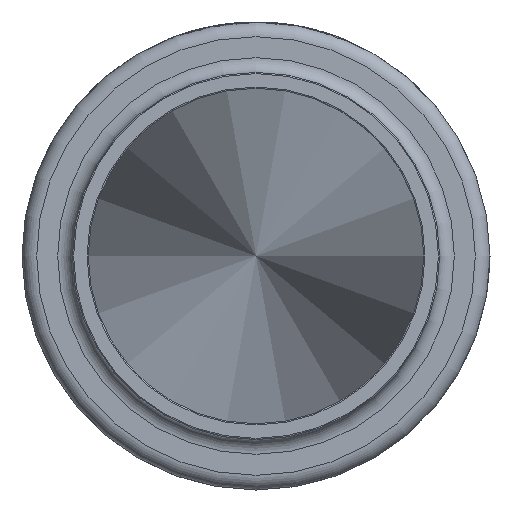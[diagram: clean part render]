
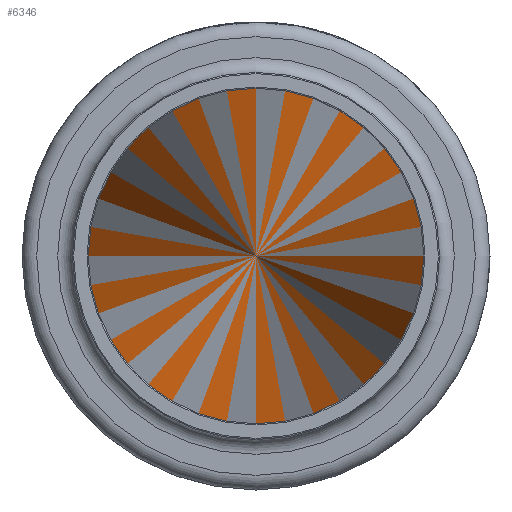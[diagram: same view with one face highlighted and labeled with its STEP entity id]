
A CAD part, left-side view. The second image highlights one B-rep face of the part: STEP entity #6346.
In plain terms, the highlighted conical face has half-angle 1.783 degrees and reference radius 23.871 mm.
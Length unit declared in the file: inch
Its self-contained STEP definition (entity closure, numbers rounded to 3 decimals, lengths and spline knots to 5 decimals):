
#626=FACE_OUTER_BOUND('',#995,.T.);
#995=EDGE_LOOP('',(#4324,#4325,#4326));
#1400=B_SPLINE_CURVE_WITH_KNOTS('',3,(#8378,#8379,#8380,#8381,#8382,#8383,
#8384,#8385,#8386,#8387,#8388,#8389,#8390,#8391,#8392,#8393,#8394,#8395,
#8396,#8397,#8398,#8399,#8400,#8401,#8402,#8403,#8404,#8405,#8406,#8407,
#8408,#8409,#8410,#8411,#8412,#8413,#8414,#8415,#8416,#8417,#8418,#8419,
#8420),.UNSPECIFIED.,.F.,.F.,(4,3,3,3,3,3,3,3,3,3,3,3,3,3,4),(7.62844,
8.40443,9.60281,10.80119,11.99957,13.19795,
14.39632,15.5947,16.79308,17.99146,19.18984,
20.38822,21.5866,22.78498,22.85376),
 .UNSPECIFIED.);
#1763=LINE('',#8375,#2206);
#1764=LINE('',#8377,#2207);
#2206=VECTOR('',#7136,0.93979);
#2207=VECTOR('',#7137,0.93979);
#2649=VERTEX_POINT('',#8373);
#2650=VERTEX_POINT('',#8374);
#2651=VERTEX_POINT('',#8376);
#3320=EDGE_CURVE('',#2649,#2650,#1763,.T.);
#3321=EDGE_CURVE('',#2649,#2651,#1764,.T.);
#3322=EDGE_CURVE('',#2651,#2650,#1400,.T.);
#4324=ORIENTED_EDGE('',*,*,#3320,.F.);
#4325=ORIENTED_EDGE('',*,*,#3321,.T.);
#4326=ORIENTED_EDGE('',*,*,#3322,.T.);
#6332=CONICAL_SURFACE('',#6735,0.93979,0.031);
#6346=ADVANCED_FACE('',(#626),#6332,.T.);
#6735=AXIS2_PLACEMENT_3D('',#8372,#7134,#7135);
#7134=DIRECTION('center_axis',(-1.,0.,0.));
#7135=DIRECTION('ref_axis',(0.,1.,0.));
#7136=DIRECTION('',(1.,0.031,0.));
#7137=DIRECTION('',(-1.,-0.031,0.));
#8372=CARTESIAN_POINT('Origin',(1.2374,0.,0.));
#8373=CARTESIAN_POINT('',(0.855,-0.9517,0.));
#8374=CARTESIAN_POINT('',(0.92513,-0.94951,0.));
#8375=CARTESIAN_POINT('',(1.2374,-0.93979,0.));
#8376=CARTESIAN_POINT('',(0.83833,-0.95222,0.));
#8377=CARTESIAN_POINT('',(1.2374,-0.93979,0.));
#8378=CARTESIAN_POINT('Ctrl Pts',(0.83833,-0.95216,
0.00002));
#8379=CARTESIAN_POINT('Ctrl Pts',(0.83981,-0.95205,-0.10164));
#8380=CARTESIAN_POINT('Ctrl Pts',(0.84128,-0.93578,
-0.20331));
#8381=CARTESIAN_POINT('Ctrl Pts',(0.84276,-0.90375,-0.29973));
#8382=CARTESIAN_POINT('Ctrl Pts',(0.84503,-0.85429,-0.44864));
#8383=CARTESIAN_POINT('Ctrl Pts',(0.84731,-0.76724,
-0.58504));
#8384=CARTESIAN_POINT('Ctrl Pts',(0.84959,-0.65306,-0.69261));
#8385=CARTESIAN_POINT('Ctrl Pts',(0.85186,-0.53887,-0.80018));
#8386=CARTESIAN_POINT('Ctrl Pts',(0.85414,-0.39755,
-0.87891));
#8387=CARTESIAN_POINT('Ctrl Pts',(0.85642,-0.24602,
-0.91938));
#8388=CARTESIAN_POINT('Ctrl Pts',(0.8587,-0.09449,
-0.95986));
#8389=CARTESIAN_POINT('Ctrl Pts',(0.86097,0.06723,
-0.96208));
#8390=CARTESIAN_POINT('Ctrl Pts',(0.86325,0.21978,-0.92579));
#8391=CARTESIAN_POINT('Ctrl Pts',(0.86553,0.37232,-0.8895));
#8392=CARTESIAN_POINT('Ctrl Pts',(0.86781,0.51569,-0.81471));
#8393=CARTESIAN_POINT('Ctrl Pts',(0.87008,0.63271,-0.71039));
#8394=CARTESIAN_POINT('Ctrl Pts',(0.87236,0.74973,-0.60607));
#8395=CARTESIAN_POINT('Ctrl Pts',(0.87464,0.84041,-0.47223));
#8396=CARTESIAN_POINT('Ctrl Pts',(0.87692,0.89388,-0.3249));
#8397=CARTESIAN_POINT('Ctrl Pts',(0.87919,0.94735,-0.17757));
#8398=CARTESIAN_POINT('Ctrl Pts',(0.88147,0.96363,-0.01676));
#8399=CARTESIAN_POINT('Ctrl Pts',(0.88375,0.94077,0.13826));
#8400=CARTESIAN_POINT('Ctrl Pts',(0.88602,0.91792,0.29329));
#8401=CARTESIAN_POINT('Ctrl Pts',(0.8883,0.85593,0.44252));
#8402=CARTESIAN_POINT('Ctrl Pts',(0.89058,0.76226,0.56809));
#8403=CARTESIAN_POINT('Ctrl Pts',(0.89286,0.66858,0.69367));
#8404=CARTESIAN_POINT('Ctrl Pts',(0.89513,0.54322,0.79558));
#8405=CARTESIAN_POINT('Ctrl Pts',(0.89741,0.4012,0.86163));
#8406=CARTESIAN_POINT('Ctrl Pts',(0.89969,0.25918,0.92768));
#8407=CARTESIAN_POINT('Ctrl Pts',(0.90197,0.10051,0.95787));
#8408=CARTESIAN_POINT('Ctrl Pts',(0.90424,-0.05581,
0.9486));
#8409=CARTESIAN_POINT('Ctrl Pts',(0.90652,-0.21213,
0.93933));
#8410=CARTESIAN_POINT('Ctrl Pts',(0.9088,-0.36609,
0.89061));
#8411=CARTESIAN_POINT('Ctrl Pts',(0.91108,-0.49925,
0.80827));
#8412=CARTESIAN_POINT('Ctrl Pts',(0.91335,-0.63241,
0.72594));
#8413=CARTESIAN_POINT('Ctrl Pts',(0.91563,-0.74477,
0.61));
#8414=CARTESIAN_POINT('Ctrl Pts',(0.91791,-0.82288,0.47436));
#8415=CARTESIAN_POINT('Ctrl Pts',(0.92018,-0.90099,
0.33872));
#8416=CARTESIAN_POINT('Ctrl Pts',(0.92246,-0.94485,0.18338));
#8417=CARTESIAN_POINT('Ctrl Pts',(0.92474,-0.94922,
0.02695));
#8418=CARTESIAN_POINT('Ctrl Pts',(0.92487,-0.94947,
0.01797));
#8419=CARTESIAN_POINT('Ctrl Pts',(0.925,-0.94959,
0.00899));
#8420=CARTESIAN_POINT('Ctrl Pts',(0.92513,-0.94958,
0.00001));
